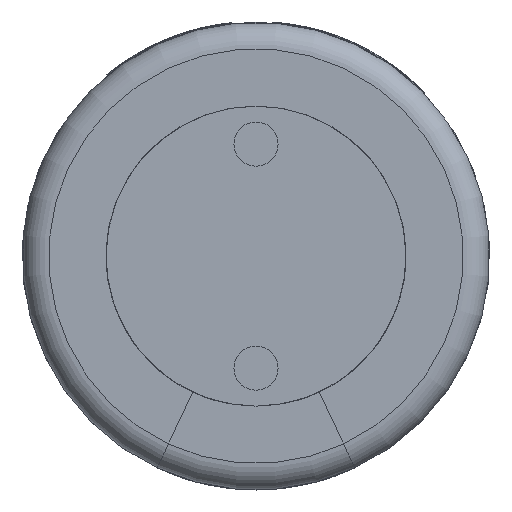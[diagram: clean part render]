
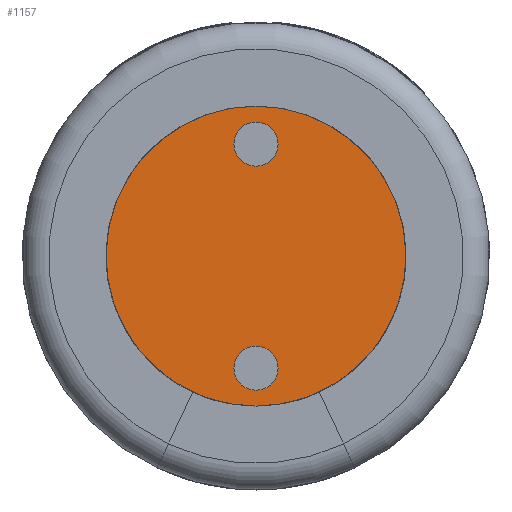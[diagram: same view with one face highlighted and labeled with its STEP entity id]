
A CAD part, front view. The second image highlights one B-rep face of the part: STEP entity #1157.
In plain terms, the highlighted planar face has unit normal (0, -1, 0).
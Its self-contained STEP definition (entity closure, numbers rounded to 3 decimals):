
#30 = DIRECTION ( 'NONE',  ( 0., 0., -1. ) ) ;
#559 = DIRECTION ( 'NONE',  ( 0., 0., -1. ) ) ;
#651 = VERTEX_POINT ( 'NONE', #11578 ) ;
#1003 = ORIENTED_EDGE ( 'NONE', *, *, #7368, .F. ) ;
#1072 = ORIENTED_EDGE ( 'NONE', *, *, #3415, .F. ) ;
#1157 = ADVANCED_FACE ( 'NONE', ( #15079, #3359, #5568 ), #12540, .T. ) ;
#1208 = CARTESIAN_POINT ( 'NONE',  ( 0., 0.1, -1.27 ) ) ;
#1302 = CARTESIAN_POINT ( 'NONE',  ( 0., 0.1, -1.52 ) ) ;
#1455 = ORIENTED_EDGE ( 'NONE', *, *, #2844, .F. ) ;
#1537 = DIRECTION ( 'NONE',  ( 0., -1., 0. ) ) ;
#1690 = EDGE_LOOP ( 'NONE', ( #1003, #1455 ) ) ;
#1989 = CARTESIAN_POINT ( 'NONE',  ( 0., 0.1, 1.27 ) ) ;
#2052 = CARTESIAN_POINT ( 'NONE',  ( 0., 0.1, -1.7 ) ) ;
#2844 = EDGE_CURVE ( 'NONE', #12667, #651, #7035, .T. ) ;
#2879 = AXIS2_PLACEMENT_3D ( 'NONE', #9153, #5559, #30 ) ;
#3001 = EDGE_LOOP ( 'NONE', ( #1072, #14914 ) ) ;
#3359 = FACE_BOUND ( 'NONE', #3001, .T. ) ;
#3415 = EDGE_CURVE ( 'NONE', #7288, #10191, #10708, .T. ) ;
#3778 = CARTESIAN_POINT ( 'NONE',  ( 0., 0.1, 1.52 ) ) ;
#4114 = CIRCLE ( 'NONE', #10975, 1.7 ) ;
#4175 = DIRECTION ( 'NONE',  ( 0., -1., 0. ) ) ;
#4192 = CARTESIAN_POINT ( 'NONE',  ( 0., 0.1, 0. ) ) ;
#4515 = EDGE_LOOP ( 'NONE', ( #13514, #5342 ) ) ;
#4650 = DIRECTION ( 'NONE',  ( 0., -1., 0. ) ) ;
#4660 = CIRCLE ( 'NONE', #14196, 0.25 ) ;
#4692 = AXIS2_PLACEMENT_3D ( 'NONE', #4192, #15081, #9249 ) ;
#4750 = VERTEX_POINT ( 'NONE', #2052 ) ;
#4904 = DIRECTION ( 'NONE',  ( 0., 0., -1. ) ) ;
#4976 = EDGE_CURVE ( 'NONE', #14858, #4750, #4114, .T. ) ;
#5065 = AXIS2_PLACEMENT_3D ( 'NONE', #1989, #12582, #7905 ) ;
#5342 = ORIENTED_EDGE ( 'NONE', *, *, #4976, .T. ) ;
#5559 = DIRECTION ( 'NONE',  ( 0., -1., 0. ) ) ;
#5568 = FACE_OUTER_BOUND ( 'NONE', #4515, .T. ) ;
#6352 = EDGE_CURVE ( 'NONE', #4750, #14858, #8109, .T. ) ;
#6862 = CIRCLE ( 'NONE', #11985, 0.25 ) ;
#6949 = CARTESIAN_POINT ( 'NONE',  ( 0., 0.1, 0. ) ) ;
#7035 = CIRCLE ( 'NONE', #2879, 0.25 ) ;
#7288 = VERTEX_POINT ( 'NONE', #3778 ) ;
#7368 = EDGE_CURVE ( 'NONE', #651, #12667, #4660, .T. ) ;
#7760 = EDGE_CURVE ( 'NONE', #10191, #7288, #6862, .T. ) ;
#7905 = DIRECTION ( 'NONE',  ( 0., 0., -1. ) ) ;
#8073 = DIRECTION ( 'NONE',  ( 0., 0., -1. ) ) ;
#8109 = CIRCLE ( 'NONE', #4692, 1.7 ) ;
#8213 = AXIS2_PLACEMENT_3D ( 'NONE', #6949, #4650, #8073 ) ;
#8763 = CARTESIAN_POINT ( 'NONE',  ( 0., 0.1, 1.27 ) ) ;
#9153 = CARTESIAN_POINT ( 'NONE',  ( 0., 0.1, -1.27 ) ) ;
#9249 = DIRECTION ( 'NONE',  ( 0., 0., -1. ) ) ;
#9319 = CARTESIAN_POINT ( 'NONE',  ( 0., 0.1, 1.7 ) ) ;
#10191 = VERTEX_POINT ( 'NONE', #13067 ) ;
#10708 = CIRCLE ( 'NONE', #5065, 0.25 ) ;
#10927 = DIRECTION ( 'NONE',  ( 0., 0., -1. ) ) ;
#10975 = AXIS2_PLACEMENT_3D ( 'NONE', #14364, #1537, #559 ) ;
#11578 = CARTESIAN_POINT ( 'NONE',  ( 0., 0.1, -1.02 ) ) ;
#11985 = AXIS2_PLACEMENT_3D ( 'NONE', #8763, #4175, #10927 ) ;
#12540 = PLANE ( 'NONE',  #8213 ) ;
#12582 = DIRECTION ( 'NONE',  ( 0., -1., 0. ) ) ;
#12667 = VERTEX_POINT ( 'NONE', #1302 ) ;
#13067 = CARTESIAN_POINT ( 'NONE',  ( 0., 0.1, 1.02 ) ) ;
#13514 = ORIENTED_EDGE ( 'NONE', *, *, #6352, .T. ) ;
#14196 = AXIS2_PLACEMENT_3D ( 'NONE', #1208, #14349, #4904 ) ;
#14349 = DIRECTION ( 'NONE',  ( 0., -1., 0. ) ) ;
#14364 = CARTESIAN_POINT ( 'NONE',  ( 0., 0.1, 0. ) ) ;
#14858 = VERTEX_POINT ( 'NONE', #9319 ) ;
#14914 = ORIENTED_EDGE ( 'NONE', *, *, #7760, .F. ) ;
#15079 = FACE_BOUND ( 'NONE', #1690, .T. ) ;
#15081 = DIRECTION ( 'NONE',  ( 0., -1., 0. ) ) ;
